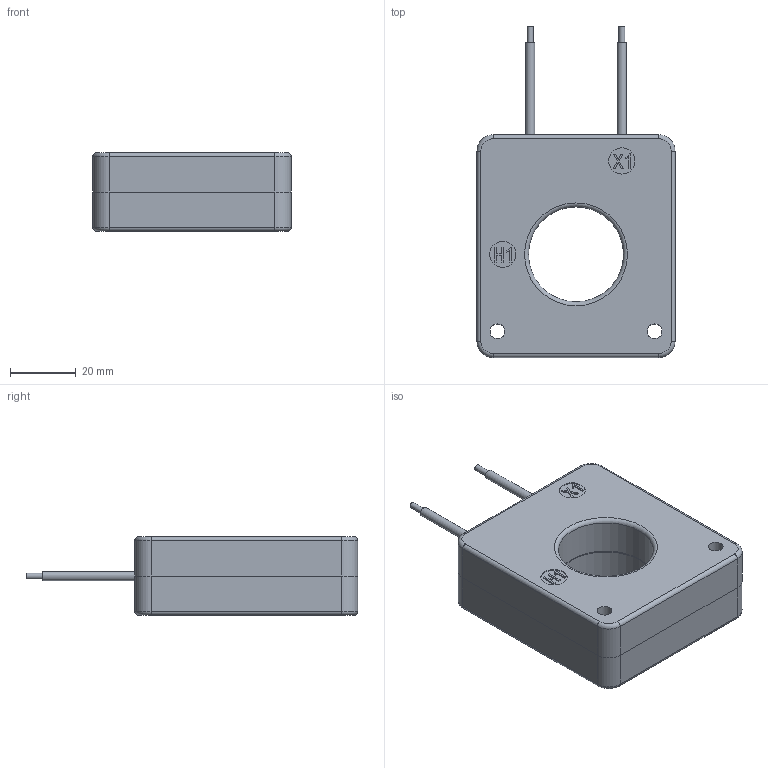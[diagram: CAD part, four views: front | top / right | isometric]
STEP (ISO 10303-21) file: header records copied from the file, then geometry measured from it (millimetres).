
FILE_DESCRIPTION(/* description */ ('STEP AP214'),/* implementation_level */ '2;1');
FILE_NAME(/* name */ 'AcuCT S113 (SCTH34Y-029)_customer version.step',/* time_stamp */ '2025-06-06T16:46:47-04:00',/* author */ (''),/* organization */ (''),/* preprocessor_version */ 'ST-DEVELOPER v20.1',/* originating_system */ 'Autodesk Translation Framework v14.10.0.0',/* authorisation */ '');
FILE_SCHEMA (('AUTOMOTIVE_DESIGN { 1 0 10303 214 3 1 1 }'));
Length unit declared in the file: millimetre
Products named in the file (4): S113 STEP; ^S113.STEP; 复件 (3) ^S113.STEP; 复件 (2) ^S113.STEP
Assembly tree (4 placements, depth 2):
  S113 STEP
    ^S113.STEP
    复件 (2) ^S113.STEP  x2
    复件 (3) ^S113.STEP
Bounding box: 60.5 x 101.13 x 24 mm (x, y, z)
Volume: 82670.4 mm3; surface area: 24198.8 mm2
Topology: 4 solids, 4 shells, 203 faces, 487 edges, 311 vertices
Faces by surface type: plane 119, cylinder 60, torus 10, cone 10, bspline 4
Full cylindrical faces by diameter (mm): 1.8 x4, 2.8 x2, 4.5 x4, 5.9 x2, 6.9 x2, 8 x2, 29 x2, 30.6 x1, 31.6 x1
Entity records: 5969 total; most frequent: CARTESIAN_POINT 1119, DIRECTION 1005, ORIENTED_EDGE 956, EDGE_CURVE 478, LINE 335, VECTOR 335, AXIS2_PLACEMENT_3D 335, VERTEX_POINT 305
